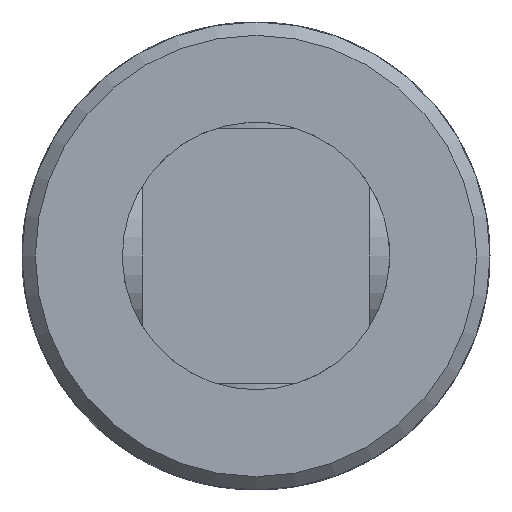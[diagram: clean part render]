
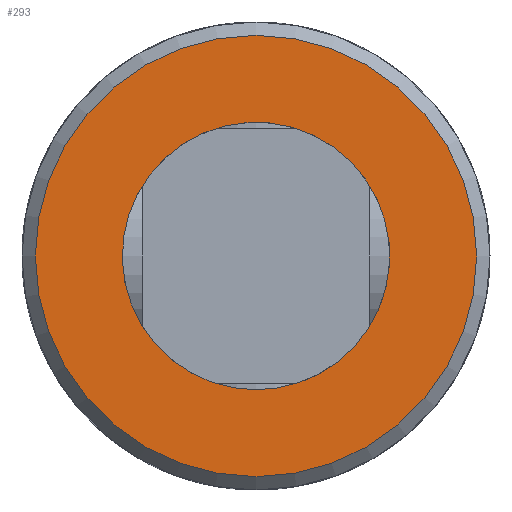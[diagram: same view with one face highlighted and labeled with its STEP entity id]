
A CAD part, left-side view. The second image highlights one B-rep face of the part: STEP entity #293.
In plain terms, the highlighted planar face has unit normal (-1, 0, 0).
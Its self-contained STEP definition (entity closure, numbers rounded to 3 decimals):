
#293 = ADVANCED_FACE( '', ( #579, #580 ), #581, .F. );
#579 = FACE_OUTER_BOUND( '', #865, .T. );
#580 = FACE_BOUND( '', #866, .T. );
#581 = PLANE( '', #867 );
#865 = EDGE_LOOP( '', ( #1371 ) );
#866 = EDGE_LOOP( '', ( #1372 ) );
#867 = AXIS2_PLACEMENT_3D( '', #1373, #1374, #1375 );
#1371 = ORIENTED_EDGE( '', *, *, #1715, .F. );
#1372 = ORIENTED_EDGE( '', *, *, #1672, .T. );
#1373 = CARTESIAN_POINT( '', ( 0., 0., 0. ) );
#1374 = DIRECTION( '', ( 1., 0., 0. ) );
#1375 = DIRECTION( '', ( 0., 0., -1. ) );
#1672 = EDGE_CURVE( '', #1977, #1977, #1978, .T. );
#1715 = EDGE_CURVE( '', #2030, #2030, #2031, .T. );
#1977 = VERTEX_POINT( '', #3126 );
#1978 = CIRCLE( '', #3127, 20. );
#2030 = VERTEX_POINT( '', #3448 );
#2031 = CIRCLE( '', #3449, 33. );
#3126 = CARTESIAN_POINT( '', ( 0., 0., -20. ) );
#3127 = AXIS2_PLACEMENT_3D( '', #3761, #3762, #3763 );
#3448 = CARTESIAN_POINT( '', ( 0., 0., -33. ) );
#3449 = AXIS2_PLACEMENT_3D( '', #3802, #3803, #3804 );
#3761 = CARTESIAN_POINT( '', ( 0., 0., 0. ) );
#3762 = DIRECTION( '', ( 1., 0., 0. ) );
#3763 = DIRECTION( '', ( 0., 0., -1. ) );
#3802 = CARTESIAN_POINT( '', ( 0., 0., 0. ) );
#3803 = DIRECTION( '', ( 1., 0., 0. ) );
#3804 = DIRECTION( '', ( 0., 0., -1. ) );
